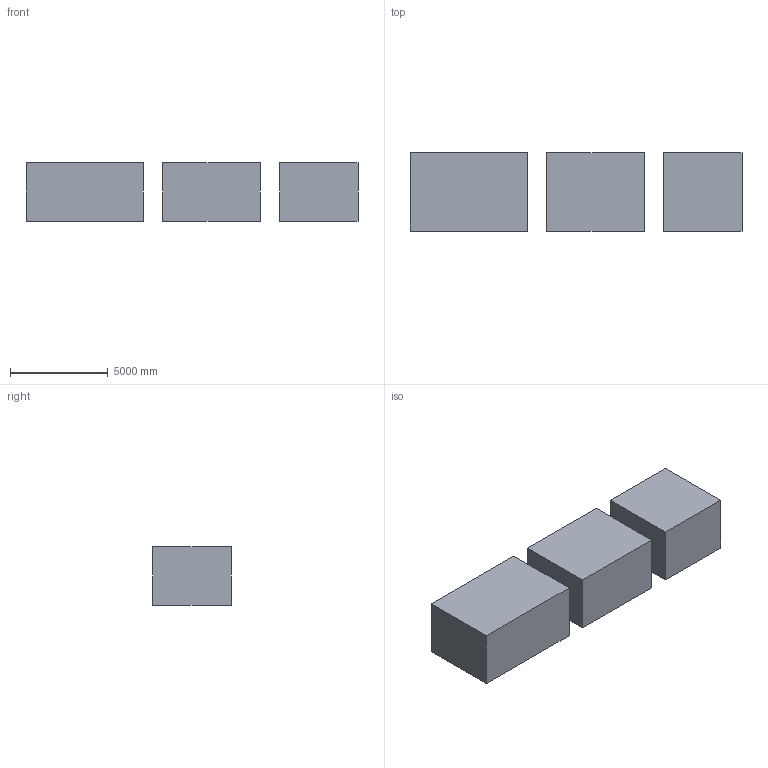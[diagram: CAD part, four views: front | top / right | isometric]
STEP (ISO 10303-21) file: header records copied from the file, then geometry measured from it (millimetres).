
FILE_DESCRIPTION(('Open CASCADE Model'),'2;1');
FILE_NAME('Open CASCADE Shape Model','2025-12-04T20:15:28',('Author'),( 'Open CASCADE'),'Open CASCADE STEP processor 7.8','Open CASCADE 7.8' ,'Unknown');
FILE_SCHEMA(('AUTOMOTIVE_DESIGN { 1 0 10303 214 1 1 1 1 }'));
Length unit declared in the file: millimetre
Products named in the file (4): Open CASCADE STEP translator 7.8 7; Open CASCADE STEP translator 7.8 7.1; Open CASCADE STEP translator 7.8 7.2; Open CASCADE STEP translator 7.8 7.3
Assembly tree (3 placements, depth 2):
  Open CASCADE STEP translator 7.8 7
    Open CASCADE STEP translator 7.8 7.1
    Open CASCADE STEP translator 7.8 7.2
    Open CASCADE STEP translator 7.8 7.3
Bounding box: 17000 x 4000 x 3000 mm (x, y, z)
Volume: 180000000000 mm3; surface area: 282000000 mm2
Topology: 3 solids, 3 shells, 18 faces, 36 edges, 24 vertices
Faces by surface type: plane 18
Entity records: 988 total; most frequent: CARTESIAN_POINT 154, DIRECTION 152, LINE 108, VECTOR 108, ORIENTED_EDGE 72, PCURVE 72, DEFINITIONAL_REPRESENTATION 72, EDGE_CURVE 36
